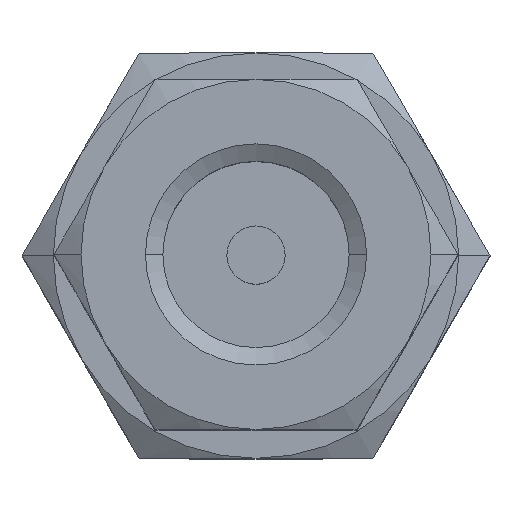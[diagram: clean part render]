
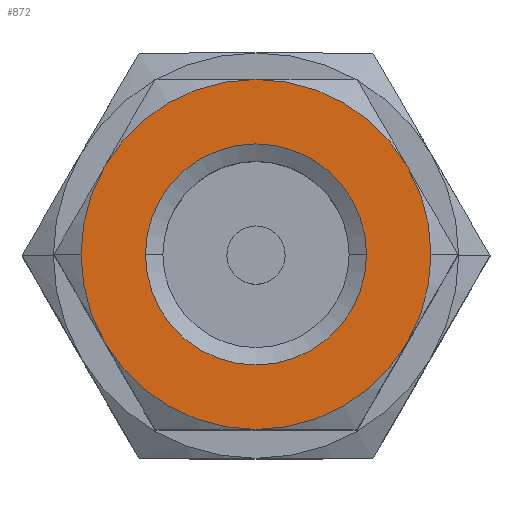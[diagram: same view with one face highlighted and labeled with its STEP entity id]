
A CAD part, top view. The second image highlights one B-rep face of the part: STEP entity #872.
In plain terms, the highlighted planar face has unit normal (0, 0, 1).
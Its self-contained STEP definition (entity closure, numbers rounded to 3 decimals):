
#586=EDGE_CURVE('',#642,#1286,#1532,.T.);
#606=EDGE_CURVE('',#1360,#1254,#1554,.T.);
#642=VERTEX_POINT('',#1592);
#692=VERTEX_POINT('',#1644);
#802=EDGE_CURVE('',#1254,#938,#1770,.T.);
#848=EDGE_CURVE('',#1214,#1360,#1821,.T.);
#872=ADVANCED_FACE('',(#1848,#1849),#1850,.T.);
#928=EDGE_CURVE('',#930,#1214,#1914,.T.);
#930=VERTEX_POINT('',#1916);
#938=VERTEX_POINT('',#1925);
#1048=EDGE_CURVE('',#1286,#692,#2048,.T.);
#1052=EDGE_CURVE('',#938,#642,#2052,.T.);
#1056=VERTEX_POINT('',#2056);
#1118=EDGE_CURVE('',#1056,#1144,#2127,.T.);
#1144=VERTEX_POINT('',#2157);
#1214=VERTEX_POINT('',#2235);
#1254=VERTEX_POINT('',#2284);
#1286=VERTEX_POINT('',#2320);
#1360=VERTEX_POINT('',#2405);
#1364=EDGE_CURVE('',#1144,#1056,#2409,.T.);
#1378=EDGE_CURVE('',#692,#930,#2425,.T.);
#1532=CIRCLE('',#2645,9.5);
#1554=CIRCLE('',#2681,9.5);
#1592=CARTESIAN_POINT('',(8.227,4.75,72.5));
#1644=CARTESIAN_POINT('',(-8.227,4.75,72.5));
#1770=CIRCLE('',#3105,9.5);
#1821=CIRCLE('',#3196,9.5);
#1848=FACE_BOUND('',#3246,.T.);
#1849=FACE_OUTER_BOUND('',#3247,.T.);
#1850=PLANE('',#3248);
#1914=CIRCLE('',#3363,9.5);
#1916=CARTESIAN_POINT('',(-9.5,0.,72.5));
#1925=CARTESIAN_POINT('',(9.5,0.,72.5));
#2048=CIRCLE('',#3581,9.5);
#2052=CIRCLE('',#3587,9.5);
#2056=CARTESIAN_POINT('',(-6.0,0.,72.5));
#2127=CIRCLE('',#3744,6.);
#2157=CARTESIAN_POINT('',(6.,0.,72.5));
#2235=CARTESIAN_POINT('',(-8.227,-4.75,72.5));
#2284=CARTESIAN_POINT('',(8.227,-4.75,72.5));
#2320=CARTESIAN_POINT('',(0.,9.5,72.5));
#2405=CARTESIAN_POINT('',(0.,-9.5,72.5));
#2409=CIRCLE('',#4270,6.);
#2425=CIRCLE('',#4311,9.5);
#2645=AXIS2_PLACEMENT_3D('',#4479,#4480,#4481);
#2681=AXIS2_PLACEMENT_3D('',#4503,#4504,#4505);
#3105=AXIS2_PLACEMENT_3D('',#4707,#4708,#4709);
#3196=AXIS2_PLACEMENT_3D('',#4770,#4771,#4772);
#3246=EDGE_LOOP('',(#4804,#4805));
#3247=EDGE_LOOP('',(#4806,#4807,#4808,#4809,#4810,#4811,#4812,#4813));
#3248=AXIS2_PLACEMENT_3D('',#4814,#4815,#4816);
#3363=AXIS2_PLACEMENT_3D('',#4909,#4910,#4911);
#3581=AXIS2_PLACEMENT_3D('',#5070,#5071,#5072);
#3587=AXIS2_PLACEMENT_3D('',#5076,#5077,#5078);
#3744=AXIS2_PLACEMENT_3D('',#5152,#5153,#5154);
#4270=AXIS2_PLACEMENT_3D('',#5512,#5513,#5514);
#4311=AXIS2_PLACEMENT_3D('',#5532,#5533,#5534);
#4479=CARTESIAN_POINT('',(0.,0.,72.5));
#4480=DIRECTION('',(0.0,0.0,1.0));
#4481=DIRECTION('',(-1.0,0.,0.0));
#4503=CARTESIAN_POINT('',(0.,0.,72.5));
#4504=DIRECTION('',(0.0,0.0,1.0));
#4505=DIRECTION('',(-1.0,0.,0.0));
#4707=CARTESIAN_POINT('',(0.,0.,72.5));
#4708=DIRECTION('',(0.0,0.0,1.0));
#4709=DIRECTION('',(-1.0,0.,0.0));
#4770=CARTESIAN_POINT('',(0.,0.,72.5));
#4771=DIRECTION('',(0.0,0.0,1.0));
#4772=DIRECTION('',(-1.0,0.,0.0));
#4804=ORIENTED_EDGE('',*,*,#1118,.T.);
#4805=ORIENTED_EDGE('',*,*,#1364,.T.);
#4806=ORIENTED_EDGE('',*,*,#1378,.T.);
#4807=ORIENTED_EDGE('',*,*,#928,.T.);
#4808=ORIENTED_EDGE('',*,*,#848,.T.);
#4809=ORIENTED_EDGE('',*,*,#606,.T.);
#4810=ORIENTED_EDGE('',*,*,#802,.T.);
#4811=ORIENTED_EDGE('',*,*,#1052,.T.);
#4812=ORIENTED_EDGE('',*,*,#586,.T.);
#4813=ORIENTED_EDGE('',*,*,#1048,.T.);
#4814=CARTESIAN_POINT('',(-7.277,0.,72.5));
#4815=DIRECTION('',(0.0,0.0,1.0));
#4816=DIRECTION('',(-1.0,0.,0.0));
#4909=CARTESIAN_POINT('',(0.,0.,72.5));
#4910=DIRECTION('',(0.0,0.0,1.0));
#4911=DIRECTION('',(-1.0,0.,0.0));
#5070=CARTESIAN_POINT('',(0.,0.,72.5));
#5071=DIRECTION('',(0.0,0.0,1.0));
#5072=DIRECTION('',(-1.0,0.,0.0));
#5076=CARTESIAN_POINT('',(0.,0.,72.5));
#5077=DIRECTION('',(0.0,0.0,1.0));
#5078=DIRECTION('',(-1.0,0.,0.0));
#5152=CARTESIAN_POINT('',(0.0,0.,72.5));
#5153=DIRECTION('',(-0.0,0.0,-1.0));
#5154=DIRECTION('',(-1.0,0.,0.0));
#5512=CARTESIAN_POINT('',(0.0,0.,72.5));
#5513=DIRECTION('',(-0.0,0.0,-1.0));
#5514=DIRECTION('',(-1.0,0.,0.0));
#5532=CARTESIAN_POINT('',(0.,0.,72.5));
#5533=DIRECTION('',(0.0,0.0,1.0));
#5534=DIRECTION('',(-1.0,0.,0.0));
